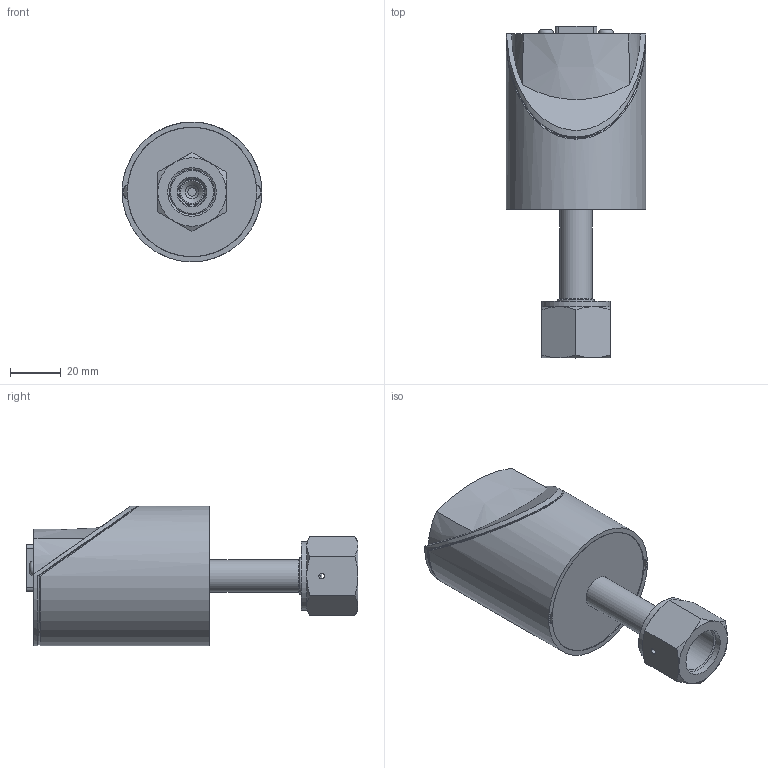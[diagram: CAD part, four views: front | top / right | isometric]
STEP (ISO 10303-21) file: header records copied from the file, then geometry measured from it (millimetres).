
FILE_DESCRIPTION((''),'2;1');
FILE_NAME('CMR36x_8VCR.stp','2007-05-24T13:49:09',('BEM'),(''),'Autodesk Inventor 11','Autodesk Inventor 11','');
FILE_SCHEMA(('AUTOMOTIVE_DESIGN { 1 0 10303 214 1 1 1 1 }'));
Length unit declared in the file: millimetre
Products named in the file (1): Bauteil256
Bounding box: 55 x 130.52 x 55 mm (x, y, z)
Volume: 86783.2 mm3; surface area: 75865.7 mm2
Topology: 1 solids, 22 shells, 1638 faces, 4140 edges, 2718 vertices
Faces by surface type: plane 1148, cylinder 259, bspline 143, cone 78, torus 8, sphere 2
Full cylindrical faces by diameter (mm): 0.254 x1, 0.3 x3, 0.5 x10, 0.508 x1, 0.762 x12, 1.013 x1, 1.016 x8, 1.027 x1, 1.3 x1, 1.5 x2, 2.286 x2, 2.459 x4, 2.6 x3, 2.693 x2, 2.8 x1, 2.9 x1, 3 x6, 3.1 x4, 3.2 x5, 3.242 x1, 3.3 x1, 3.4 x1, 4 x4, 4.3 x1, 4.5 x2, 5.4 x1, 5.5 x2, 5.7 x2, 5.8 x1, 6 x3
Entity records: 52180 total; most frequent: CARTESIAN_POINT 14460, ORIENTED_EDGE 7694, DIRECTION 7266, EDGE_CURVE 3847, VECTOR 2748, LINE 2748, VERTEX_POINT 2634, AXIS2_PLACEMENT_3D 2259
